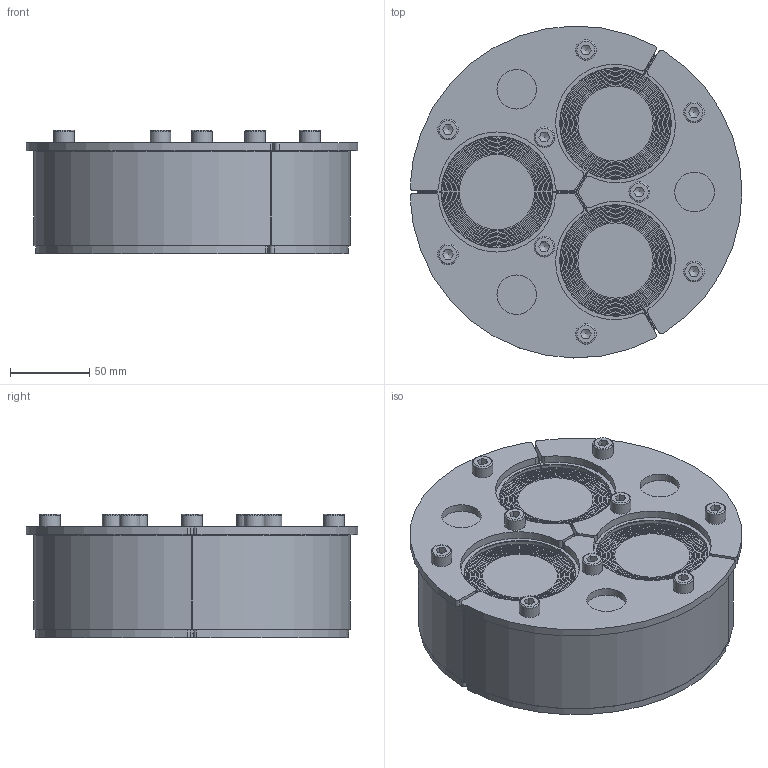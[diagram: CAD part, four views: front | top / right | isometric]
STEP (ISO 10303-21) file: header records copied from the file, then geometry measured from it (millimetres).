
FILE_DESCRIPTION((''),'2;1');
FILE_NAME('H3200UG.stp','2015-11-26T14:27:58',('se-milkar'),(''),'Autodesk Inventor 2013','Autodesk Inventor 2013','');
FILE_SCHEMA(('AUTOMOTIVE_DESIGN { 1 0 10303 214 1 1 1 1 }'));
Length unit declared in the file: millimetre
Products named in the file (22): 100-018444; 100-018420; 100-018416; 100-018423; 100-018424; 100-018437; 100-018438; 100-018439; 100-018440; 100-018441; 100-018442; 100-018443; 100-020237; 100-020238; 100-020257; 100-021943; 100-021944; 100-021947; 100-018419; 100-018417; 100-002351; Core-large
Assembly tree (38 placements, depth 4):
  100-018444
    100-018420  x3
      100-018416
      100-018423
        100-018424
        100-018437
        100-018438
        100-018439
        100-018440
        100-018441
        100-018442
        100-018443
        100-020237
        100-020238
        100-020257
        100-021943
        100-021944
        100-021947
    100-018419  x3
    100-018417  x3
    100-002351  x9
    Core-large  x3
Bounding box: 209.96 x 209.98 x 78 mm (x, y, z)
Volume: 2053124.4 mm3; surface area: 1161279.2 mm2
Topology: 105 solids, 105 shells, 924 faces, 1977 edges, 1230 vertices
Faces by surface type: plane 477, cylinder 333, torus 54, sphere 42, cone 18
Full cylindrical faces by diameter (mm): 6.8 x9, 7 x9, 8 x9, 8.5 x9, 13 x9, 25 x3, 47.6 x3
Entity records: 5937 total; most frequent: DIRECTION 1076, CARTESIAN_POINT 912, ORIENTED_EDGE 778, AXIS2_PLACEMENT_3D 439, EDGE_CURVE 389, VERTEX_POINT 257, EDGE_LOOP 238, VECTOR 198
